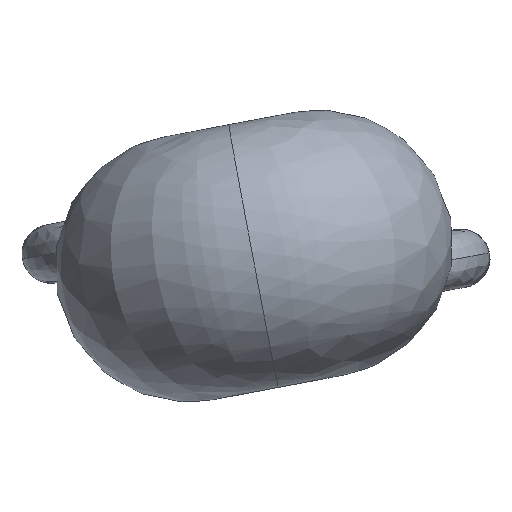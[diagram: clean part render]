
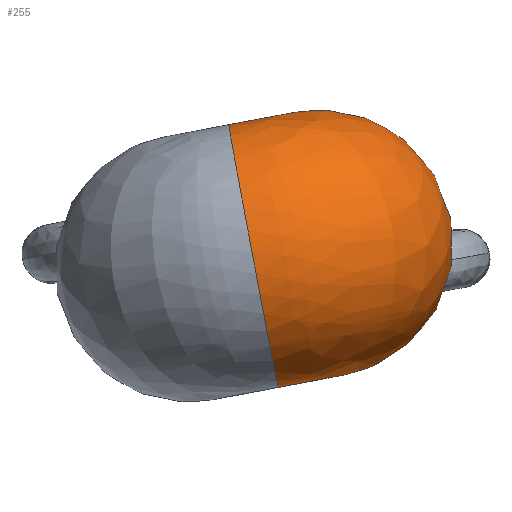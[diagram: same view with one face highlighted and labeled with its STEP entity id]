
A CAD part, top view. The second image highlights one B-rep face of the part: STEP entity #255.
In plain terms, the highlighted free-form (B-spline) face has degree [2, 2] with [7, 5] control points.
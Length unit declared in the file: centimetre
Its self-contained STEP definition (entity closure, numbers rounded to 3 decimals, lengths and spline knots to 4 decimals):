
#17=FACE_BOUND('',#310,.T.);
#255=ADVANCED_FACE('',(#281,#17),#697,.T.);
#281=FACE_OUTER_BOUND('',#309,.T.);
#309=EDGE_LOOP('',(#391,#392,#393,#394));
#310=EDGE_LOOP('',(#395,#396,#397));
#391=ORIENTED_EDGE('',*,*,#497,.T.);
#392=ORIENTED_EDGE('',*,*,#492,.T.);
#393=ORIENTED_EDGE('',*,*,#496,.F.);
#394=ORIENTED_EDGE('',*,*,#491,.T.);
#395=ORIENTED_EDGE('',*,*,#487,.T.);
#396=ORIENTED_EDGE('',*,*,#488,.T.);
#397=ORIENTED_EDGE('',*,*,#489,.T.);
#487=EDGE_CURVE('',#661,#662,#536,.T.);
#488=EDGE_CURVE('',#662,#663,#537,.T.);
#489=EDGE_CURVE('',#663,#661,#538,.T.);
#491=EDGE_CURVE('',#665,#664,#596,.T.);
#492=EDGE_CURVE('',#666,#667,#597,.T.);
#496=EDGE_CURVE('',#665,#667,#599,.T.);
#497=EDGE_CURVE('',#664,#666,#600,.T.);
#536=B_SPLINE_CURVE_WITH_KNOTS('',3,(#1476,#1477,#1478,#1479,#1480,#1481),
 .UNSPECIFIED.,.F.,.F.,(4,2,4),(-0.1086,-0.0577,
0.),.UNSPECIFIED.);
#537=B_SPLINE_CURVE_WITH_KNOTS('',3,(#1482,#1483,#1484,#1485),
 .UNSPECIFIED.,.F.,.F.,(4,4),(-0.3566,-0.2889),
 .UNSPECIFIED.);
#538=B_SPLINE_CURVE_WITH_KNOTS('',3,(#1486,#1487,#1488,#1489,#1490,#1491,
#1492,#1493,#1494,#1495,#1496,#1497),.UNSPECIFIED.,.F.,.F.,(4,2,2,2,2,4),
(-0.3566,-0.2652,-0.1773,-0.1328,
-0.0873,0.),.UNSPECIFIED.);
#596=(
BOUNDED_CURVE()
B_SPLINE_CURVE(2,(#1503,#1504,#1505,#1506,#1507),.UNSPECIFIED.,.F.,.F.)
B_SPLINE_CURVE_WITH_KNOTS((3,2,3),(0.3927,0.589,
0.7854),.UNSPECIFIED.)
CURVE()
GEOMETRIC_REPRESENTATION_ITEM()
RATIONAL_B_SPLINE_CURVE((1.,0.667,0.89,0.667,
1.))
REPRESENTATION_ITEM('')
);
#597=(
BOUNDED_CURVE()
B_SPLINE_CURVE(2,(#1508,#1509,#1510,#1511,#1512),.UNSPECIFIED.,.F.,.F.)
B_SPLINE_CURVE_WITH_KNOTS((3,2,3),(0.,0.1963,0.3927),
 .UNSPECIFIED.)
CURVE()
GEOMETRIC_REPRESENTATION_ITEM()
RATIONAL_B_SPLINE_CURVE((1.,0.667,0.89,0.667,
1.))
REPRESENTATION_ITEM('')
);
#599=(
BOUNDED_CURVE()
B_SPLINE_CURVE(2,(#1540,#1541,#1542,#1543,#1544,#1545,#1546),
 .UNSPECIFIED.,.F.,.F.)
B_SPLINE_CURVE_WITH_KNOTS((3,2,2,3),(-1.5641,-0.6981,
0.6981,1.5641),.UNSPECIFIED.)
CURVE()
GEOMETRIC_REPRESENTATION_ITEM()
RATIONAL_B_SPLINE_CURVE((1.,0.906,1.,0.766,1.,0.906,
1.))
REPRESENTATION_ITEM('')
);
#600=(
BOUNDED_CURVE()
B_SPLINE_CURVE(2,(#1547,#1548,#1549,#1550,#1551,#1552,#1553),
 .UNSPECIFIED.,.F.,.F.)
B_SPLINE_CURVE_WITH_KNOTS((3,2,2,3),(-1.5641,-0.6981,
0.6981,1.5641),.UNSPECIFIED.)
CURVE()
GEOMETRIC_REPRESENTATION_ITEM()
RATIONAL_B_SPLINE_CURVE((1.,0.906,1.,0.766,1.,0.906,
1.))
REPRESENTATION_ITEM('')
);
#661=VERTEX_POINT('',#1467);
#662=VERTEX_POINT('',#1468);
#663=VERTEX_POINT('',#1469);
#664=VERTEX_POINT('',#1470);
#665=VERTEX_POINT('',#1471);
#666=VERTEX_POINT('',#1472);
#667=VERTEX_POINT('',#1473);
#697=(
BOUNDED_SURFACE()
B_SPLINE_SURFACE(2,2,((#1397,#1398,#1399,#1400,#1401),(#1402,#1403,#1404,
#1405,#1406),(#1407,#1408,#1409,#1410,#1411),(#1412,#1413,#1414,#1415,#1416),
(#1417,#1418,#1419,#1420,#1421),(#1422,#1423,#1424,#1425,#1426),(#1427,
#1428,#1429,#1430,#1431)),.UNSPECIFIED.,.F.,.F.,.F.)
B_SPLINE_SURFACE_WITH_KNOTS((3,2,2,3),(3,2,3),(-2.0944,-0.6981,
0.6981,2.0944),(3.1416,4.7124,6.2832),
 .UNSPECIFIED.)
GEOMETRIC_REPRESENTATION_ITEM()
RATIONAL_B_SPLINE_SURFACE(((1.,0.707,1.,0.707,1.),
(0.766,0.542,0.766,0.542,
0.766),(1.,0.707,1.,0.707,1.),(0.766,
0.542,0.766,0.542,0.766),
(1.,0.707,1.,0.707,1.),(0.766,0.542,
0.766,0.542,0.766),(1.,0.707,
1.,0.707,1.)))
REPRESENTATION_ITEM('')
SURFACE()
);
#1397=CARTESIAN_POINT('',(0.0318,-0.2138,0.6875));
#1398=CARTESIAN_POINT('',(0.0318,-0.2138,0.6875));
#1399=CARTESIAN_POINT('',(0.0318,-0.2138,0.6875));
#1400=CARTESIAN_POINT('',(0.0318,-0.2138,0.6875));
#1401=CARTESIAN_POINT('',(0.0318,-0.2138,0.6875));
#1402=CARTESIAN_POINT('',(0.0524,-0.3167,0.5058));
#1403=CARTESIAN_POINT('',(0.2309,-0.283,0.507));
#1404=CARTESIAN_POINT('',(0.2297,-0.2832,0.6887));
#1405=CARTESIAN_POINT('',(0.2285,-0.2835,0.8704));
#1406=CARTESIAN_POINT('',(0.05,-0.3171,0.8692));
#1407=CARTESIAN_POINT('',(0.0235,-0.1586,0.371));
#1408=CARTESIAN_POINT('',(0.3345,-0.1,0.3731));
#1409=CARTESIAN_POINT('',(0.3324,-0.1003,0.6896));
#1410=CARTESIAN_POINT('',(0.3304,-0.1007,1.0061));
#1411=CARTESIAN_POINT('',(0.0194,-0.1593,1.004));
#1412=CARTESIAN_POINT('',(-0.0054,-0.0005,0.2362));
#1413=CARTESIAN_POINT('',(0.4381,0.0831,0.2391));
#1414=CARTESIAN_POINT('',(0.4352,0.0825,0.6905));
#1415=CARTESIAN_POINT('',(0.4323,0.082,1.1418));
#1416=CARTESIAN_POINT('',(-0.0113,-0.0016,1.1388));
#1417=CARTESIAN_POINT('',(-0.036,0.1573,0.371));
#1418=CARTESIAN_POINT('',(0.275,0.2159,0.3731));
#1419=CARTESIAN_POINT('',(0.2729,0.2155,0.6896));
#1420=CARTESIAN_POINT('',(0.2709,0.2151,1.0061));
#1421=CARTESIAN_POINT('',(-0.0402,0.1565,1.004));
#1422=CARTESIAN_POINT('',(-0.0667,0.315,0.5058));
#1423=CARTESIAN_POINT('',(0.1118,0.3487,0.507));
#1424=CARTESIAN_POINT('',(0.1107,0.3484,0.6887));
#1425=CARTESIAN_POINT('',(0.1095,0.3482,0.8704));
#1426=CARTESIAN_POINT('',(-0.069,0.3146,0.8692));
#1427=CARTESIAN_POINT('',(-0.0484,0.2117,0.6875));
#1428=CARTESIAN_POINT('',(-0.0484,0.2117,0.6875));
#1429=CARTESIAN_POINT('',(-0.0484,0.2117,0.6875));
#1430=CARTESIAN_POINT('',(-0.0484,0.2117,0.6875));
#1431=CARTESIAN_POINT('',(-0.0484,0.2117,0.6875));
#1467=CARTESIAN_POINT('',(0.16,0.0188,0.3531));
#1468=CARTESIAN_POINT('',(0.2303,-0.1231,0.4564));
#1469=CARTESIAN_POINT('',(0.3187,-0.0424,0.5244));
#1470=CARTESIAN_POINT('',(0.0388,-0.2466,0.5625));
#1471=CARTESIAN_POINT('',(0.0371,-0.2469,0.8125));
#1472=CARTESIAN_POINT('',(-0.0538,0.2448,0.5625));
#1473=CARTESIAN_POINT('',(-0.0555,0.2445,0.8125));
#1476=CARTESIAN_POINT('',(0.16,0.0188,0.3531));
#1477=CARTESIAN_POINT('',(0.1507,-0.0157,0.347));
#1478=CARTESIAN_POINT('',(0.1523,-0.0528,0.3548));
#1479=CARTESIAN_POINT('',(0.1776,-0.1127,0.3965));
#1480=CARTESIAN_POINT('',(0.2019,-0.1269,0.4283));
#1481=CARTESIAN_POINT('',(0.2303,-0.1231,0.4564));
#1482=CARTESIAN_POINT('',(0.2303,-0.1231,0.4564));
#1483=CARTESIAN_POINT('',(0.2648,-0.1185,0.4905));
#1484=CARTESIAN_POINT('',(0.3018,-0.0887,0.5167));
#1485=CARTESIAN_POINT('',(0.3187,-0.0424,0.5244));
#1486=CARTESIAN_POINT('',(0.3187,-0.0424,0.5244));
#1487=CARTESIAN_POINT('',(0.3276,-0.018,0.5285));
#1488=CARTESIAN_POINT('',(0.3298,0.0088,0.5267));
#1489=CARTESIAN_POINT('',(0.318,0.0576,0.5096));
#1490=CARTESIAN_POINT('',(0.3042,0.0817,0.4947));
#1491=CARTESIAN_POINT('',(0.27,0.1014,0.4599));
#1492=CARTESIAN_POINT('',(0.2563,0.1047,0.4462));
#1493=CARTESIAN_POINT('',(0.2295,0.1031,0.4195));
#1494=CARTESIAN_POINT('',(0.2161,0.0983,0.4061));
#1495=CARTESIAN_POINT('',(0.1801,0.072,0.3704));
#1496=CARTESIAN_POINT('',(0.1669,0.0444,0.3576));
#1497=CARTESIAN_POINT('',(0.16,0.0188,0.3531));
#1503=CARTESIAN_POINT('',(0.0371,-0.2469,0.8125));
#1504=CARTESIAN_POINT('',(0.16,-0.2237,0.8133));
#1505=CARTESIAN_POINT('',(0.1608,-0.2236,0.6883));
#1506=CARTESIAN_POINT('',(0.1616,-0.2234,0.5633));
#1507=CARTESIAN_POINT('',(0.0388,-0.2466,0.5625));
#1508=CARTESIAN_POINT('',(-0.0538,0.2448,0.5625));
#1509=CARTESIAN_POINT('',(0.069,0.2679,0.5633));
#1510=CARTESIAN_POINT('',(0.0682,0.2678,0.6883));
#1511=CARTESIAN_POINT('',(0.0674,0.2676,0.8133));
#1512=CARTESIAN_POINT('',(-0.0555,0.2445,0.8125));
#1540=CARTESIAN_POINT('',(0.0371,-0.2469,0.8125));
#1541=CARTESIAN_POINT('',(0.0364,-0.247,0.9291));
#1542=CARTESIAN_POINT('',(0.0194,-0.1593,1.004));
#1543=CARTESIAN_POINT('',(-0.0113,-0.0016,1.1388));
#1544=CARTESIAN_POINT('',(-0.0402,0.1565,1.004));
#1545=CARTESIAN_POINT('',(-0.0562,0.2443,0.9291));
#1546=CARTESIAN_POINT('',(-0.0555,0.2445,0.8125));
#1547=CARTESIAN_POINT('',(0.0388,-0.2466,0.5625));
#1548=CARTESIAN_POINT('',(0.0395,-0.2464,0.4459));
#1549=CARTESIAN_POINT('',(0.0235,-0.1586,0.371));
#1550=CARTESIAN_POINT('',(-0.0054,-0.0005,0.2362));
#1551=CARTESIAN_POINT('',(-0.036,0.1573,0.371));
#1552=CARTESIAN_POINT('',(-0.0531,0.2449,0.4459));
#1553=CARTESIAN_POINT('',(-0.0538,0.2448,0.5625));
